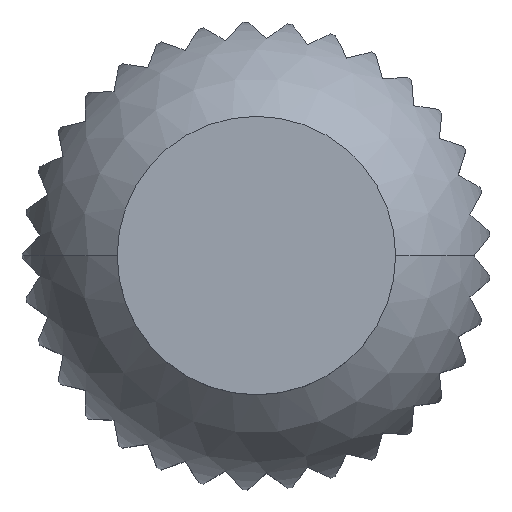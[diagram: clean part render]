
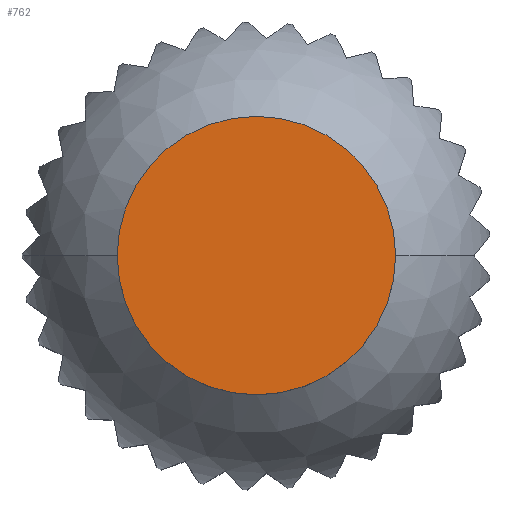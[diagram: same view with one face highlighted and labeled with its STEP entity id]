
A CAD part, top view. The second image highlights one B-rep face of the part: STEP entity #762.
In plain terms, the highlighted planar face has unit normal (0, 0, 1).
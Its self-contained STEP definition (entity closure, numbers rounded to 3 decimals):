
#432=VERTEX_POINT('',#1206);
#762=ADVANCED_FACE('',(#1600),#1601,.T.);
#816=EDGE_CURVE('',#1150,#432,#1661,.T.);
#1138=EDGE_CURVE('',#432,#1150,#2045,.T.);
#1150=VERTEX_POINT('',#2059);
#1206=CARTESIAN_POINT('',(9.5,0.,78.));
#1600=FACE_OUTER_BOUND('',#2598,.T.);
#1601=PLANE('',#2599);
#1661=CIRCLE('',#2683,9.5);
#2045=CIRCLE('',#3166,9.5);
#2059=CARTESIAN_POINT('',(-9.5,0.,78.));
#2598=EDGE_LOOP('',(#3724,#3725));
#2599=AXIS2_PLACEMENT_3D('',#3726,#3727,#3728);
#2683=AXIS2_PLACEMENT_3D('',#3790,#3791,#3792);
#3166=AXIS2_PLACEMENT_3D('',#4295,#4296,#4297);
#3724=ORIENTED_EDGE('',*,*,#1138,.T.);
#3725=ORIENTED_EDGE('',*,*,#816,.T.);
#3726=CARTESIAN_POINT('',(4.75,0.,78.));
#3727=DIRECTION('',(0.0,0.0,1.0));
#3728=DIRECTION('',(-1.0,0.,0.0));
#3790=CARTESIAN_POINT('',(0.,0.,78.));
#3791=DIRECTION('',(0.0,0.0,1.0));
#3792=DIRECTION('',(1.0,0.,0.0));
#4295=CARTESIAN_POINT('',(0.,0.,78.));
#4296=DIRECTION('',(0.0,0.0,1.0));
#4297=DIRECTION('',(1.0,0.,0.0));
